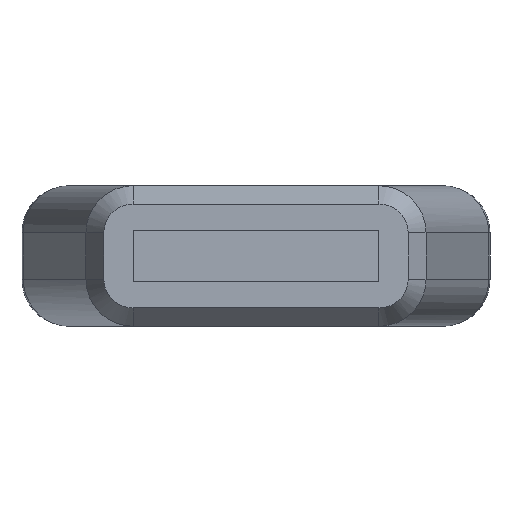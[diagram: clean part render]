
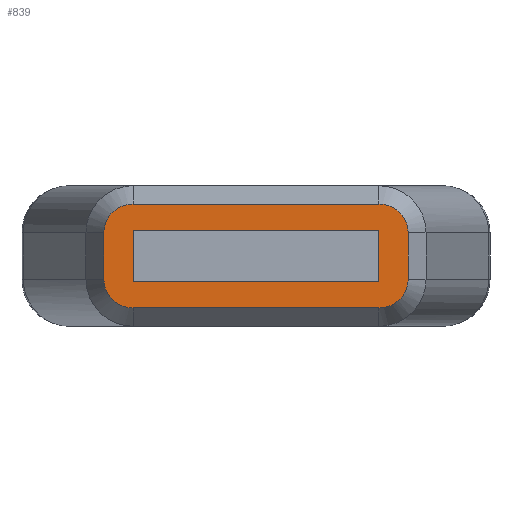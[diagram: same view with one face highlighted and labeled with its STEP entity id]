
A CAD part, left-side view. The second image highlights one B-rep face of the part: STEP entity #839.
In plain terms, the highlighted planar face has unit normal (-1, 0, 0).
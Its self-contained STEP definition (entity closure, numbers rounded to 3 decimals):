
#44 = LINE ( 'NONE', #1878, #626 ) ;
#70 = CARTESIAN_POINT ( 'NONE',  ( -15., 6.5, 1.84 ) ) ;
#94 = VERTEX_POINT ( 'NONE', #417 ) ;
#107 = CARTESIAN_POINT ( 'NONE',  ( -15., 6.251, 4.75 ) ) ;
#118 = DIRECTION ( 'NONE',  ( 0., 1., 0. ) ) ;
#119 = VERTEX_POINT ( 'NONE', #3922 ) ;
#205 = EDGE_LOOP ( 'NONE', ( #1399, #1657, #254, #2843, #5332, #3932, #3577, #963 ) ) ;
#254 = ORIENTED_EDGE ( 'NONE', *, *, #377, .T. ) ;
#257 = LINE ( 'NONE', #635, #4996 ) ;
#317 = CARTESIAN_POINT ( 'NONE',  ( -15., -5.25, 4.1 ) ) ;
#374 = LINE ( 'NONE', #3494, #5670 ) ;
#377 = EDGE_CURVE ( 'NONE', #4121, #4566, #4361, .T. ) ;
#384 = EDGE_CURVE ( 'NONE', #4870, #1896, #1365, .T. ) ;
#417 = CARTESIAN_POINT ( 'NONE',  ( -15., 6.5, 2. ) ) ;
#429 = CARTESIAN_POINT ( 'NONE',  ( -15., -5.256, 5.22 ) ) ;
#473 = CARTESIAN_POINT ( 'NONE',  ( -15., -5.25, 1.9 ) ) ;
#494 = CARTESIAN_POINT ( 'NONE',  ( -15., 5.582, 5.188 ) ) ;
#500 = CARTESIAN_POINT ( 'NONE',  ( -15., -6.5, 1.84 ) ) ;
#513 = VERTEX_POINT ( 'NONE', #473 ) ;
#520 = CARTESIAN_POINT ( 'NONE',  ( -15., 5.419, 5.22 ) ) ;
#527 = CARTESIAN_POINT ( 'NONE',  ( -15., -5.882, 5.066 ) ) ;
#597 = VERTEX_POINT ( 'NONE', #4641 ) ;
#609 = DIRECTION ( 'NONE',  ( 0., 1., 0. ) ) ;
#626 = VECTOR ( 'NONE', #1378, 1000. ) ;
#635 = CARTESIAN_POINT ( 'NONE',  ( -15., 6.5, 2. ) ) ;
#664 = DIRECTION ( 'NONE',  ( 0., 0., -1. ) ) ;
#669 = LINE ( 'NONE', #1508, #3501 ) ;
#755 = CARTESIAN_POINT ( 'NONE',  ( -15., 5.25, 1.9 ) ) ;
#808 = EDGE_CURVE ( 'NONE', #1896, #4121, #669, .T. ) ;
#839 = ADVANCED_FACE ( 'NONE', ( #4608, #1570 ), #4234, .F. ) ;
#891 = VECTOR ( 'NONE', #4771, 1000. ) ;
#905 = CARTESIAN_POINT ( 'NONE',  ( -15., -5.256, 0.78 ) ) ;
#939 = CARTESIAN_POINT ( 'NONE',  ( -15., 6.5, 2. ) ) ;
#958 = CARTESIAN_POINT ( 'NONE',  ( -15., -5.582, 0.812 ) ) ;
#963 = ORIENTED_EDGE ( 'NONE', *, *, #4693, .T. ) ;
#980 = CARTESIAN_POINT ( 'NONE',  ( -15., 5.256, 5.22 ) ) ;
#1014 = CARTESIAN_POINT ( 'NONE',  ( -15., -6.467, 4.319 ) ) ;
#1078 = EDGE_CURVE ( 'NONE', #3057, #513, #3505, .T. ) ;
#1106 = DIRECTION ( 'NONE',  ( 0., -1., 0. ) ) ;
#1365 = B_SPLINE_CURVE_WITH_KNOTS ( 'NONE', 3,
 ( #905, #1394, #958, #4496, #3672, #1921, #5437, #4469, #500, #5382 ),
 .UNSPECIFIED., .F., .F.,
 ( 4, 2, 2, 2, 4 ),
 ( 0., 0.25, 0.5, 0.75, 1. ),
 .UNSPECIFIED. ) ;
#1368 = CARTESIAN_POINT ( 'NONE',  ( -15., -6.5, 4. ) ) ;
#1378 = DIRECTION ( 'NONE',  ( 0., -1., 0. ) ) ;
#1394 = CARTESIAN_POINT ( 'NONE',  ( -15., -5.419, 0.78 ) ) ;
#1398 = LINE ( 'NONE', #4969, #4073 ) ;
#1399 = ORIENTED_EDGE ( 'NONE', *, *, #384, .T. ) ;
#1402 = CARTESIAN_POINT ( 'NONE',  ( -15., 6.343, 1.386 ) ) ;
#1433 = EDGE_CURVE ( 'NONE', #5539, #119, #5021, .T. ) ;
#1450 = CARTESIAN_POINT ( 'NONE',  ( -15., -6.5, 4.16 ) ) ;
#1508 = CARTESIAN_POINT ( 'NONE',  ( -15., -6.5, 6. ) ) ;
#1531 = AXIS2_PLACEMENT_3D ( 'NONE', #3359, #4701, #609 ) ;
#1570 = FACE_BOUND ( 'NONE', #1819, .T. ) ;
#1657 = ORIENTED_EDGE ( 'NONE', *, *, #808, .T. ) ;
#1779 = CARTESIAN_POINT ( 'NONE',  ( -15., 6.343, 4.614 ) ) ;
#1807 = EDGE_CURVE ( 'NONE', #94, #4018, #2682, .T. ) ;
#1819 = EDGE_LOOP ( 'NONE', ( #3464, #3004, #3524, #5604 ) ) ;
#1850 = CARTESIAN_POINT ( 'NONE',  ( -15., 6.467, 1.681 ) ) ;
#1866 = CARTESIAN_POINT ( 'NONE',  ( -15., -6.343, 4.614 ) ) ;
#1878 = CARTESIAN_POINT ( 'NONE',  ( -15., 0., 0.78 ) ) ;
#1896 = VERTEX_POINT ( 'NONE', #3250 ) ;
#1921 = CARTESIAN_POINT ( 'NONE',  ( -15., -6.251, 1.25 ) ) ;
#1955 = CARTESIAN_POINT ( 'NONE',  ( -15., 5.256, 5.22 ) ) ;
#2037 = CARTESIAN_POINT ( 'NONE',  ( -15., 5.256, 0.78 ) ) ;
#2047 = EDGE_CURVE ( 'NONE', #513, #4342, #2049, .T. ) ;
#2049 = LINE ( 'NONE', #5154, #891 ) ;
#2243 = CARTESIAN_POINT ( 'NONE',  ( -15., 6.468, 4.32 ) ) ;
#2249 = CARTESIAN_POINT ( 'NONE',  ( -15., -5.42, 5.22 ) ) ;
#2312 = CARTESIAN_POINT ( 'NONE',  ( -15., 5.42, 0.78 ) ) ;
#2454 = CARTESIAN_POINT ( 'NONE',  ( -15., 5.25, 4.1 ) ) ;
#2590 = EDGE_CURVE ( 'NONE', #119, #94, #257, .T. ) ;
#2682 = B_SPLINE_CURVE_WITH_KNOTS ( 'NONE', 3,
 ( #939, #70, #1850, #1402, #3191, #4559, #4972, #4532, #2312, #4095 ),
 .UNSPECIFIED., .F., .F.,
 ( 4, 2, 2, 2, 4 ),
 ( 0., 0.25, 0.5, 0.75, 1. ),
 .UNSPECIFIED. ) ;
#2766 = CARTESIAN_POINT ( 'NONE',  ( -15., 6.021, 4.975 ) ) ;
#2801 = CARTESIAN_POINT ( 'NONE',  ( -15., -5.256, 5.22 ) ) ;
#2826 = DIRECTION ( 'NONE',  ( 0., 0., 1. ) ) ;
#2843 = ORIENTED_EDGE ( 'NONE', *, *, #5340, .T. ) ;
#2894 = LINE ( 'NONE', #2454, #3793 ) ;
#3004 = ORIENTED_EDGE ( 'NONE', *, *, #2047, .F. ) ;
#3057 = VERTEX_POINT ( 'NONE', #5730 ) ;
#3191 = CARTESIAN_POINT ( 'NONE',  ( -15., 6.251, 1.25 ) ) ;
#3250 = CARTESIAN_POINT ( 'NONE',  ( -15., -6.5, 2. ) ) ;
#3260 = EDGE_CURVE ( 'NONE', #3057, #597, #374, .T. ) ;
#3310 = VECTOR ( 'NONE', #4850, 1000. ) ;
#3359 = CARTESIAN_POINT ( 'NONE',  ( -15., 0., 6. ) ) ;
#3464 = ORIENTED_EDGE ( 'NONE', *, *, #5512, .T. ) ;
#3494 = CARTESIAN_POINT ( 'NONE',  ( -15., 5.25, 1.9 ) ) ;
#3501 = VECTOR ( 'NONE', #2826, 1000. ) ;
#3505 = LINE ( 'NONE', #755, #3310 ) ;
#3524 = ORIENTED_EDGE ( 'NONE', *, *, #1078, .F. ) ;
#3577 = ORIENTED_EDGE ( 'NONE', *, *, #1807, .T. ) ;
#3647 = CARTESIAN_POINT ( 'NONE',  ( -15., -6.021, 4.975 ) ) ;
#3672 = CARTESIAN_POINT ( 'NONE',  ( -15., -6.021, 1.025 ) ) ;
#3703 = CARTESIAN_POINT ( 'NONE',  ( -15., -5.582, 5.188 ) ) ;
#3793 = VECTOR ( 'NONE', #1106, 1000. ) ;
#3922 = CARTESIAN_POINT ( 'NONE',  ( -15., 6.5, 4. ) ) ;
#3932 = ORIENTED_EDGE ( 'NONE', *, *, #2590, .T. ) ;
#4018 = VERTEX_POINT ( 'NONE', #2037 ) ;
#4073 = VECTOR ( 'NONE', #118, 1000. ) ;
#4095 = CARTESIAN_POINT ( 'NONE',  ( -15., 5.256, 0.78 ) ) ;
#4121 = VERTEX_POINT ( 'NONE', #5732 ) ;
#4234 = PLANE ( 'NONE',  #1531 ) ;
#4342 = VERTEX_POINT ( 'NONE', #317 ) ;
#4361 = B_SPLINE_CURVE_WITH_KNOTS ( 'NONE', 3,
 ( #1368, #1450, #1014, #1866, #4912, #3647, #527, #3703, #2249, #2801 ),
 .UNSPECIFIED., .F., .F.,
 ( 4, 2, 2, 2, 4 ),
 ( 0., 0.25, 0.5, 0.75, 1. ),
 .UNSPECIFIED. ) ;
#4469 = CARTESIAN_POINT ( 'NONE',  ( -15., -6.468, 1.68 ) ) ;
#4496 = CARTESIAN_POINT ( 'NONE',  ( -15., -5.882, 0.934 ) ) ;
#4532 = CARTESIAN_POINT ( 'NONE',  ( -15., 5.582, 0.812 ) ) ;
#4545 = CARTESIAN_POINT ( 'NONE',  ( -15., 6.5, 4.16 ) ) ;
#4559 = CARTESIAN_POINT ( 'NONE',  ( -15., 6.021, 1.025 ) ) ;
#4566 = VERTEX_POINT ( 'NONE', #429 ) ;
#4608 = FACE_OUTER_BOUND ( 'NONE', #205, .T. ) ;
#4641 = CARTESIAN_POINT ( 'NONE',  ( -15., 5.25, 4.1 ) ) ;
#4693 = EDGE_CURVE ( 'NONE', #4018, #4870, #44, .T. ) ;
#4701 = DIRECTION ( 'NONE',  ( 1., 0., 0. ) ) ;
#4771 = DIRECTION ( 'NONE',  ( 0., 0., 1. ) ) ;
#4850 = DIRECTION ( 'NONE',  ( 0., -1., 0. ) ) ;
#4870 = VERTEX_POINT ( 'NONE', #5065 ) ;
#4912 = CARTESIAN_POINT ( 'NONE',  ( -15., -6.251, 4.75 ) ) ;
#4931 = CARTESIAN_POINT ( 'NONE',  ( -15., 6.5, 4. ) ) ;
#4969 = CARTESIAN_POINT ( 'NONE',  ( -15., 4.96, 5.22 ) ) ;
#4972 = CARTESIAN_POINT ( 'NONE',  ( -15., 5.882, 0.934 ) ) ;
#4996 = VECTOR ( 'NONE', #664, 1000. ) ;
#5015 = CARTESIAN_POINT ( 'NONE',  ( -15., 5.882, 5.066 ) ) ;
#5021 = B_SPLINE_CURVE_WITH_KNOTS ( 'NONE', 3,
 ( #980, #520, #494, #5015, #2766, #107, #1779, #2243, #4545, #4931 ),
 .UNSPECIFIED., .F., .F.,
 ( 4, 2, 2, 2, 4 ),
 ( 0., 0.25, 0.5, 0.75, 1. ),
 .UNSPECIFIED. ) ;
#5065 = CARTESIAN_POINT ( 'NONE',  ( -15., -5.256, 0.78 ) ) ;
#5154 = CARTESIAN_POINT ( 'NONE',  ( -15., -5.25, 1.9 ) ) ;
#5332 = ORIENTED_EDGE ( 'NONE', *, *, #1433, .T. ) ;
#5340 = EDGE_CURVE ( 'NONE', #4566, #5539, #1398, .T. ) ;
#5382 = CARTESIAN_POINT ( 'NONE',  ( -15., -6.5, 2. ) ) ;
#5437 = CARTESIAN_POINT ( 'NONE',  ( -15., -6.343, 1.386 ) ) ;
#5512 = EDGE_CURVE ( 'NONE', #597, #4342, #2894, .T. ) ;
#5539 = VERTEX_POINT ( 'NONE', #1955 ) ;
#5604 = ORIENTED_EDGE ( 'NONE', *, *, #3260, .T. ) ;
#5670 = VECTOR ( 'NONE', #5725, 1000. ) ;
#5725 = DIRECTION ( 'NONE',  ( 0., 0., 1. ) ) ;
#5730 = CARTESIAN_POINT ( 'NONE',  ( -15., 5.25, 1.9 ) ) ;
#5732 = CARTESIAN_POINT ( 'NONE',  ( -15., -6.5, 4. ) ) ;
